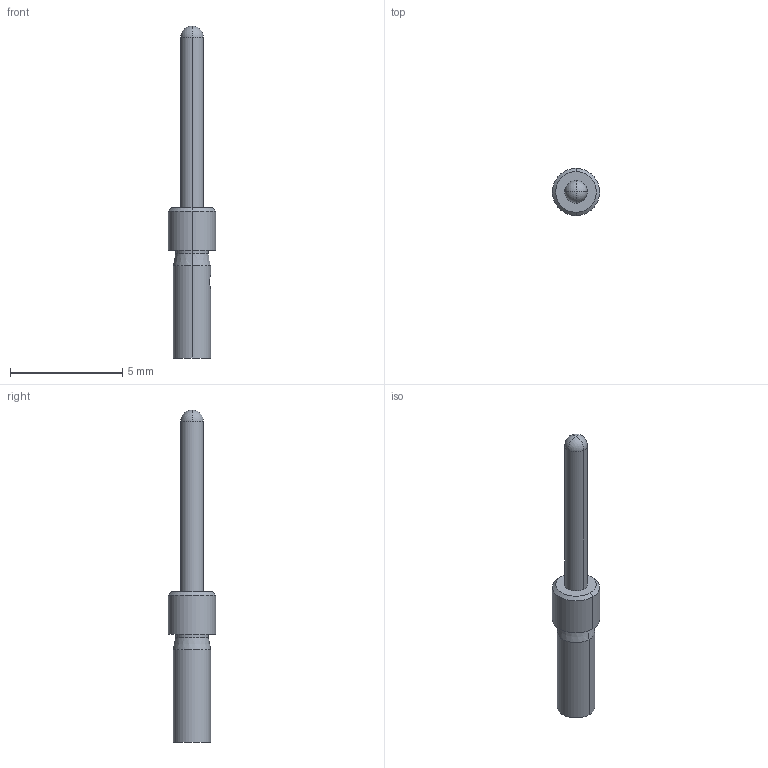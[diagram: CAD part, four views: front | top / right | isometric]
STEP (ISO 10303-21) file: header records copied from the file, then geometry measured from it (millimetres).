
FILE_DESCRIPTION(('CoCreate Modeling STEP Export'),'2;1');
FILE_NAME('CIMD 0.5.stp','2009-06-15T11:28:06',(''),(''),'CoCreate Modeling STEP processor for AP214 (Solid Model)','CoCreate Modeling 16.00A 16-Aug-2008 (C) Parametric Technology GmbH','');
FILE_SCHEMA(('AUTOMOTIVE_DESIGN { 1 0 10303 214 1 1 1 1 }'));
Length unit declared in the file: millimetre
Products named in the file (2): CIMD_0.5
Assembly tree (1 placements, depth 2):
  CIMD_0.5
    CIMD_0.5
Bounding box: 2.11 x 2.11 x 14.8 mm (x, y, z)
Volume: 18.8 mm3; surface area: 82.9 mm2
Topology: 1 solids, 1 shells, 27 faces, 65 edges, 36 vertices
Faces by surface type: cylinder 12, cone 8, sphere 4, plane 3
Entity records: 870 total; most frequent: CARTESIAN_POINT 123, ORIENTED_EDGE 118, DIRECTION 82, EDGE_CURVE 59, VERTEX_POINT 36, AXIS2_PLACEMENT_3D 31, EDGE_LOOP 31, COLOUR_RGB 28
